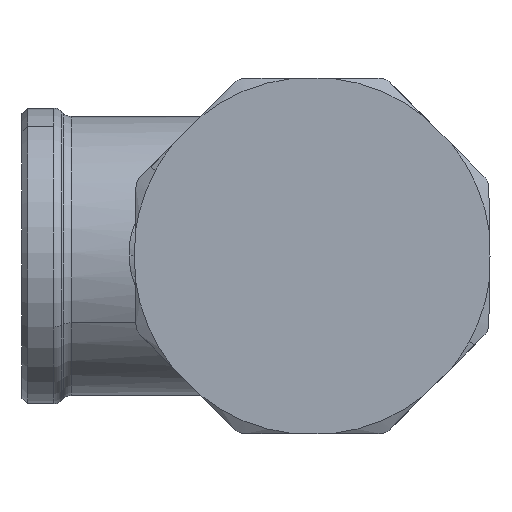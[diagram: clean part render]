
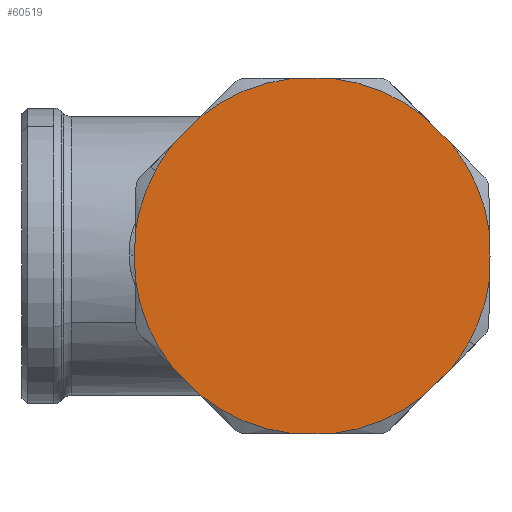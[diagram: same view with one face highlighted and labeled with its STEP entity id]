
A CAD part, left-side view. The second image highlights one B-rep face of the part: STEP entity #60519.
In plain terms, the highlighted planar face has unit normal (-1, 0, 0).
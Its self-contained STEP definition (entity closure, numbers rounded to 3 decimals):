
#53426=CARTESIAN_POINT('Vertex',(-99.,-12.506,-9.98)) ;
#53429=CARTESIAN_POINT('Line Origine',(-99.,-11.243,-11.243)) ;
#53433=CARTESIAN_POINT('Vertex',(-99.,-9.98,-12.506)) ;
#53497=CARTESIAN_POINT('Vertex',(-99.,-1.786,-15.9)) ;
#53502=CARTESIAN_POINT('Line Origine',(-99.,0.,-15.9)) ;
#53506=CARTESIAN_POINT('Vertex',(-99.,1.786,-15.9)) ;
#53568=CARTESIAN_POINT('Vertex',(-99.,9.98,-12.506)) ;
#53573=CARTESIAN_POINT('Line Origine',(-99.,11.243,-11.243)) ;
#53577=CARTESIAN_POINT('Vertex',(-99.,12.506,-9.98)) ;
#53683=CARTESIAN_POINT('Vertex',(-99.,15.902,0.)) ;
#53700=CARTESIAN_POINT('Vertex',(-99.,15.866,-2.063)) ;
#53703=CARTESIAN_POINT('Line Origine',(-99.,15.884,-1.032)) ;
#55436=CARTESIAN_POINT('Vertex',(-99.,12.506,9.98)) ;
#55439=CARTESIAN_POINT('Line Origine',(-99.,11.243,11.243)) ;
#55443=CARTESIAN_POINT('Vertex',(-99.,9.98,12.506)) ;
#55507=CARTESIAN_POINT('Vertex',(-99.,1.786,15.9)) ;
#55512=CARTESIAN_POINT('Line Origine',(-99.,0.,15.9)) ;
#55516=CARTESIAN_POINT('Vertex',(-99.,-1.786,15.9)) ;
#55578=CARTESIAN_POINT('Vertex',(-99.,-9.98,12.506)) ;
#55583=CARTESIAN_POINT('Line Origine',(-99.,-11.243,11.243)) ;
#55587=CARTESIAN_POINT('Vertex',(-99.,-12.506,9.98)) ;
#55628=CARTESIAN_POINT('Vertex',(-99.,-15.902,0.)) ;
#55645=CARTESIAN_POINT('Vertex',(-99.,-15.866,2.063)) ;
#55648=CARTESIAN_POINT('Line Origine',(-99.,-15.884,1.032)) ;
#55666=CARTESIAN_POINT('Line Origine',(-99.,-15.884,-1.032)) ;
#55670=CARTESIAN_POINT('Vertex',(-99.,-15.866,-2.063)) ;
#57643=CARTESIAN_POINT('Line Origine',(-99.,15.884,1.032)) ;
#57647=CARTESIAN_POINT('Vertex',(-99.,15.866,2.063)) ;
#60438=CARTESIAN_POINT('Axis2P3D Location',(-99.,16.,0.)) ;
#60443=CARTESIAN_POINT('Axis2P3D Location',(-99.,0.,0.)) ;
#60447=CARTESIAN_POINT('Vertex',(-99.,-14.041,-7.671)) ;
#60450=CARTESIAN_POINT('Axis2P3D Location',(-99.,0.,0.)) ;
#60455=CARTESIAN_POINT('Axis2P3D Location',(-99.,0.,0.)) ;
#60460=CARTESIAN_POINT('Axis2P3D Location',(-99.,0.,0.)) ;
#60465=CARTESIAN_POINT('Axis2P3D Location',(-99.,0.,0.)) ;
#60470=CARTESIAN_POINT('Axis2P3D Location',(-99.,0.,0.)) ;
#60474=CARTESIAN_POINT('Vertex',(-99.,14.041,7.671)) ;
#60477=CARTESIAN_POINT('Axis2P3D Location',(-99.,0.,0.)) ;
#60482=CARTESIAN_POINT('Axis2P3D Location',(-99.,0.,0.)) ;
#60487=CARTESIAN_POINT('Axis2P3D Location',(-99.,0.,0.)) ;
#60492=CARTESIAN_POINT('Axis2P3D Location',(-99.,0.,0.)) ;
#53430=DIRECTION('Vector Direction',(0.,0.707,-0.707)) ;
#53503=DIRECTION('Vector Direction',(0.,1.,0.)) ;
#53574=DIRECTION('Vector Direction',(0.,0.707,0.707)) ;
#53704=DIRECTION('Vector Direction',(0.,-0.017,-1.)) ;
#55440=DIRECTION('Vector Direction',(0.,-0.707,0.707)) ;
#55513=DIRECTION('Vector Direction',(0.,-1.,0.)) ;
#55584=DIRECTION('Vector Direction',(0.,-0.707,-0.707)) ;
#55649=DIRECTION('Vector Direction',(0.,0.017,1.)) ;
#55667=DIRECTION('Vector Direction',(0.,0.017,-1.)) ;
#57644=DIRECTION('Vector Direction',(0.,0.017,-1.)) ;
#60439=DIRECTION('Axis2P3D Direction',(1.,0.,0.)) ;
#60440=DIRECTION('Axis2P3D XDirection',(0.,1.,0.)) ;
#60444=DIRECTION('Axis2P3D Direction',(1.,0.,0.)) ;
#60451=DIRECTION('Axis2P3D Direction',(1.,0.,0.)) ;
#60456=DIRECTION('Axis2P3D Direction',(1.,0.,0.)) ;
#60461=DIRECTION('Axis2P3D Direction',(1.,0.,0.)) ;
#60466=DIRECTION('Axis2P3D Direction',(1.,0.,0.)) ;
#60471=DIRECTION('Axis2P3D Direction',(1.,0.,0.)) ;
#60478=DIRECTION('Axis2P3D Direction',(1.,0.,0.)) ;
#60483=DIRECTION('Axis2P3D Direction',(1.,0.,0.)) ;
#60488=DIRECTION('Axis2P3D Direction',(1.,0.,0.)) ;
#60493=DIRECTION('Axis2P3D Direction',(1.,0.,0.)) ;
#60441=AXIS2_PLACEMENT_3D('Plane Axis2P3D',#60438,#60439,#60440) ;
#60445=AXIS2_PLACEMENT_3D('Circle Axis2P3D',#60443,#60444,$) ;
#60452=AXIS2_PLACEMENT_3D('Circle Axis2P3D',#60450,#60451,$) ;
#60457=AXIS2_PLACEMENT_3D('Circle Axis2P3D',#60455,#60456,$) ;
#60462=AXIS2_PLACEMENT_3D('Circle Axis2P3D',#60460,#60461,$) ;
#60467=AXIS2_PLACEMENT_3D('Circle Axis2P3D',#60465,#60466,$) ;
#60472=AXIS2_PLACEMENT_3D('Circle Axis2P3D',#60470,#60471,$) ;
#60479=AXIS2_PLACEMENT_3D('Circle Axis2P3D',#60477,#60478,$) ;
#60484=AXIS2_PLACEMENT_3D('Circle Axis2P3D',#60482,#60483,$) ;
#60489=AXIS2_PLACEMENT_3D('Circle Axis2P3D',#60487,#60488,$) ;
#60494=AXIS2_PLACEMENT_3D('Circle Axis2P3D',#60492,#60493,$) ;
#60498=ORIENTED_EDGE('',*,*,#53435,.F.) ;
#60499=ORIENTED_EDGE('',*,*,#60449,.F.) ;
#60500=ORIENTED_EDGE('',*,*,#60454,.F.) ;
#60501=ORIENTED_EDGE('',*,*,#55672,.F.) ;
#60502=ORIENTED_EDGE('',*,*,#55652,.T.) ;
#60503=ORIENTED_EDGE('',*,*,#60459,.F.) ;
#60504=ORIENTED_EDGE('',*,*,#55589,.F.) ;
#60505=ORIENTED_EDGE('',*,*,#60464,.F.) ;
#60506=ORIENTED_EDGE('',*,*,#55518,.F.) ;
#60507=ORIENTED_EDGE('',*,*,#60469,.F.) ;
#60508=ORIENTED_EDGE('',*,*,#55445,.F.) ;
#60509=ORIENTED_EDGE('',*,*,#60476,.F.) ;
#60510=ORIENTED_EDGE('',*,*,#60481,.F.) ;
#60511=ORIENTED_EDGE('',*,*,#57649,.T.) ;
#60512=ORIENTED_EDGE('',*,*,#53707,.T.) ;
#60513=ORIENTED_EDGE('',*,*,#60486,.F.) ;
#60514=ORIENTED_EDGE('',*,*,#53579,.F.) ;
#60515=ORIENTED_EDGE('',*,*,#60491,.F.) ;
#60516=ORIENTED_EDGE('',*,*,#53508,.F.) ;
#60517=ORIENTED_EDGE('',*,*,#60496,.F.) ;
#53431=VECTOR('Line Direction',#53430,1.) ;
#53504=VECTOR('Line Direction',#53503,1.) ;
#53575=VECTOR('Line Direction',#53574,1.) ;
#53705=VECTOR('Line Direction',#53704,1.) ;
#55441=VECTOR('Line Direction',#55440,1.) ;
#55514=VECTOR('Line Direction',#55513,1.) ;
#55585=VECTOR('Line Direction',#55584,1.) ;
#55650=VECTOR('Line Direction',#55649,1.) ;
#55668=VECTOR('Line Direction',#55667,1.) ;
#57645=VECTOR('Line Direction',#57644,1.) ;
#60519=ADVANCED_FACE('PartBody',(#60518),#60442,.F.) ;
#60446=CIRCLE('generated circle',#60445,16.) ;
#60453=CIRCLE('generated circle',#60452,16.) ;
#60458=CIRCLE('generated circle',#60457,16.) ;
#60463=CIRCLE('generated circle',#60462,16.) ;
#60468=CIRCLE('generated circle',#60467,16.) ;
#60473=CIRCLE('generated circle',#60472,16.) ;
#60480=CIRCLE('generated circle',#60479,16.) ;
#60485=CIRCLE('generated circle',#60484,16.) ;
#60490=CIRCLE('generated circle',#60489,16.) ;
#60495=CIRCLE('generated circle',#60494,16.) ;
#53435=EDGE_CURVE('',#53427,#53434,#53432,.T.) ;
#53508=EDGE_CURVE('',#53498,#53507,#53505,.T.) ;
#53579=EDGE_CURVE('',#53569,#53578,#53576,.T.) ;
#53707=EDGE_CURVE('',#53684,#53701,#53706,.T.) ;
#55445=EDGE_CURVE('',#55437,#55444,#55442,.T.) ;
#55518=EDGE_CURVE('',#55508,#55517,#55515,.T.) ;
#55589=EDGE_CURVE('',#55579,#55588,#55586,.T.) ;
#55652=EDGE_CURVE('',#55629,#55646,#55651,.T.) ;
#55672=EDGE_CURVE('',#55629,#55671,#55669,.T.) ;
#57649=EDGE_CURVE('',#57648,#53684,#57646,.T.) ;
#60449=EDGE_CURVE('',#60448,#53427,#60446,.T.) ;
#60454=EDGE_CURVE('',#55671,#60448,#60453,.T.) ;
#60459=EDGE_CURVE('',#55588,#55646,#60458,.T.) ;
#60464=EDGE_CURVE('',#55517,#55579,#60463,.T.) ;
#60469=EDGE_CURVE('',#55444,#55508,#60468,.T.) ;
#60476=EDGE_CURVE('',#60475,#55437,#60473,.T.) ;
#60481=EDGE_CURVE('',#57648,#60475,#60480,.T.) ;
#60486=EDGE_CURVE('',#53578,#53701,#60485,.T.) ;
#60491=EDGE_CURVE('',#53507,#53569,#60490,.T.) ;
#60496=EDGE_CURVE('',#53434,#53498,#60495,.T.) ;
#60497=EDGE_LOOP('',(#60498,#60499,#60500,#60501,#60502,#60503,#60504,#60505,#60506,#60507,#60508,#60509,#60510,#60511,#60512,#60513,#60514,#60515,#60516,#60517)) ;
#60518=FACE_OUTER_BOUND('',#60497,.T.) ;
#53432=LINE('Line',#53429,#53431) ;
#53505=LINE('Line',#53502,#53504) ;
#53576=LINE('Line',#53573,#53575) ;
#53706=LINE('Line',#53703,#53705) ;
#55442=LINE('Line',#55439,#55441) ;
#55515=LINE('Line',#55512,#55514) ;
#55586=LINE('Line',#55583,#55585) ;
#55651=LINE('Line',#55648,#55650) ;
#55669=LINE('Line',#55666,#55668) ;
#57646=LINE('Line',#57643,#57645) ;
#60442=PLANE('',#60441) ;
#53427=VERTEX_POINT('',#53426) ;
#53434=VERTEX_POINT('',#53433) ;
#53498=VERTEX_POINT('',#53497) ;
#53507=VERTEX_POINT('',#53506) ;
#53569=VERTEX_POINT('',#53568) ;
#53578=VERTEX_POINT('',#53577) ;
#53684=VERTEX_POINT('',#53683) ;
#53701=VERTEX_POINT('',#53700) ;
#55437=VERTEX_POINT('',#55436) ;
#55444=VERTEX_POINT('',#55443) ;
#55508=VERTEX_POINT('',#55507) ;
#55517=VERTEX_POINT('',#55516) ;
#55579=VERTEX_POINT('',#55578) ;
#55588=VERTEX_POINT('',#55587) ;
#55629=VERTEX_POINT('',#55628) ;
#55646=VERTEX_POINT('',#55645) ;
#55671=VERTEX_POINT('',#55670) ;
#57648=VERTEX_POINT('',#57647) ;
#60448=VERTEX_POINT('',#60447) ;
#60475=VERTEX_POINT('',#60474) ;
